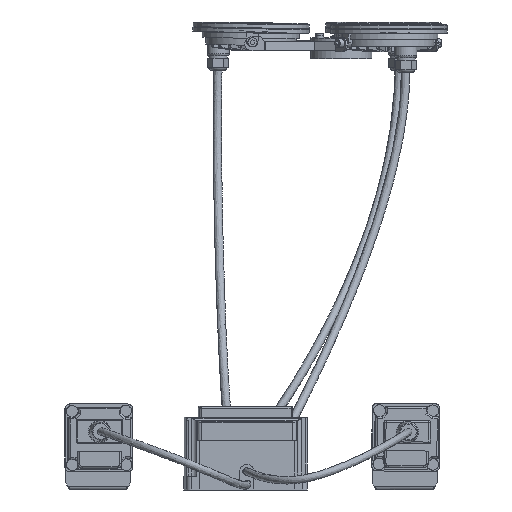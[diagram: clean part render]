
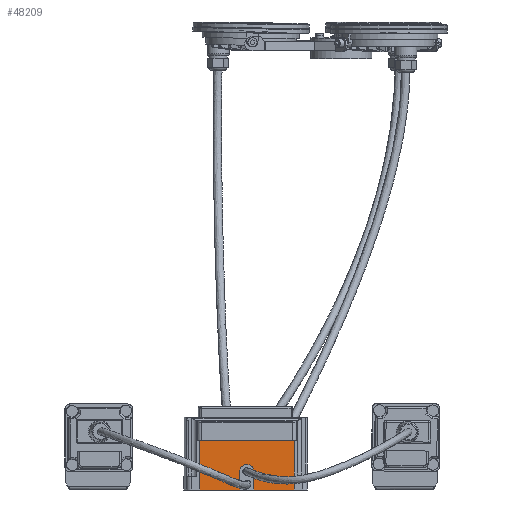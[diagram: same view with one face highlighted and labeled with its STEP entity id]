
A CAD part, left-side view. The second image highlights one B-rep face of the part: STEP entity #48209.
In plain terms, the highlighted face is planar.
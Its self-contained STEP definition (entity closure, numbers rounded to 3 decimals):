
#3046=CIRCLE('',#52084,7.5);
#6031=FACE_OUTER_BOUND('',#9031,.T.);
#9031=EDGE_LOOP('',(#40928,#40929,#40930,#40931,#40932,#40933,#40934,#40935));
#13186=LINE('',#136183,#17827);
#13190=LINE('',#136191,#17831);
#13200=LINE('',#136227,#17841);
#13287=LINE('',#136513,#17928);
#13346=LINE('',#137033,#17987);
#13350=LINE('',#137043,#17991);
#13351=LINE('',#137046,#17992);
#17827=VECTOR('',#62103,10.);
#17831=VECTOR('',#62107,10.);
#17841=VECTOR('',#62137,10.);
#17928=VECTOR('',#62380,10.);
#17987=VECTOR('',#62583,10.);
#17991=VECTOR('',#62597,10.);
#17992=VECTOR('',#62600,10.);
#22219=VERTEX_POINT('',#136180);
#22220=VERTEX_POINT('',#136182);
#22223=VERTEX_POINT('',#136188);
#22224=VERTEX_POINT('',#136190);
#22240=VERTEX_POINT('',#136226);
#22323=VERTEX_POINT('',#136512);
#22411=VERTEX_POINT('',#137042);
#22412=VERTEX_POINT('',#137044);
#28473=EDGE_CURVE('',#22220,#22219,#13186,.T.);
#28477=EDGE_CURVE('',#22224,#22223,#13190,.T.);
#28495=EDGE_CURVE('',#22224,#22240,#13200,.T.);
#28621=EDGE_CURVE('',#22219,#22323,#13287,.T.);
#28751=EDGE_CURVE('',#22240,#22323,#13346,.T.);
#28755=EDGE_CURVE('',#22223,#22411,#13350,.T.);
#28756=EDGE_CURVE('',#22411,#22412,#3046,.T.);
#28757=EDGE_CURVE('',#22412,#22220,#13351,.T.);
#40928=ORIENTED_EDGE('',*,*,#28755,.T.);
#40929=ORIENTED_EDGE('',*,*,#28756,.T.);
#40930=ORIENTED_EDGE('',*,*,#28757,.T.);
#40931=ORIENTED_EDGE('',*,*,#28473,.T.);
#40932=ORIENTED_EDGE('',*,*,#28621,.T.);
#40933=ORIENTED_EDGE('',*,*,#28751,.F.);
#40934=ORIENTED_EDGE('',*,*,#28495,.F.);
#40935=ORIENTED_EDGE('',*,*,#28477,.T.);
#45766=PLANE('',#52083);
#48209=ADVANCED_FACE('',(#6031),#45766,.T.);
#52083=AXIS2_PLACEMENT_3D('',#137041,#62595,#62596);
#52084=AXIS2_PLACEMENT_3D('',#137045,#62598,#62599);
#62103=DIRECTION('',(0.,1.,0.));
#62107=DIRECTION('',(0.,1.,0.));
#62137=DIRECTION('',(0.,0.,1.));
#62380=DIRECTION('',(0.,0.,1.));
#62583=DIRECTION('',(0.,1.,0.));
#62595=DIRECTION('center_axis',(1.,0.,0.));
#62596=DIRECTION('ref_axis',(0.,0.,-1.));
#62597=DIRECTION('',(0.,0.,1.));
#62598=DIRECTION('center_axis',(-1.,0.,0.));
#62599=DIRECTION('ref_axis',(0.,1.,0.));
#62600=DIRECTION('',(0.,0.,-1.));
#136180=CARTESIAN_POINT('',(0.289,468.356,0.));
#136182=CARTESIAN_POINT('',(0.289,424.856,0.));
#136183=CARTESIAN_POINT('',(0.289,366.356,0.));
#136188=CARTESIAN_POINT('',(0.289,409.856,0.));
#136190=CARTESIAN_POINT('',(0.289,366.356,0.));
#136191=CARTESIAN_POINT('',(0.289,366.356,0.));
#136226=CARTESIAN_POINT('',(0.289,366.356,73.));
#136227=CARTESIAN_POINT('',(0.289,366.356,0.));
#136512=CARTESIAN_POINT('',(0.289,468.356,73.));
#136513=CARTESIAN_POINT('',(0.289,468.356,53.));
#137033=CARTESIAN_POINT('',(0.289,366.356,73.));
#137041=CARTESIAN_POINT('Origin',(0.289,417.356,0.));
#137042=CARTESIAN_POINT('',(0.289,409.856,20.));
#137043=CARTESIAN_POINT('',(0.289,409.856,0.));
#137044=CARTESIAN_POINT('',(0.289,424.856,20.));
#137045=CARTESIAN_POINT('Origin',(0.289,417.356,20.));
#137046=CARTESIAN_POINT('',(0.289,424.856,10.));
